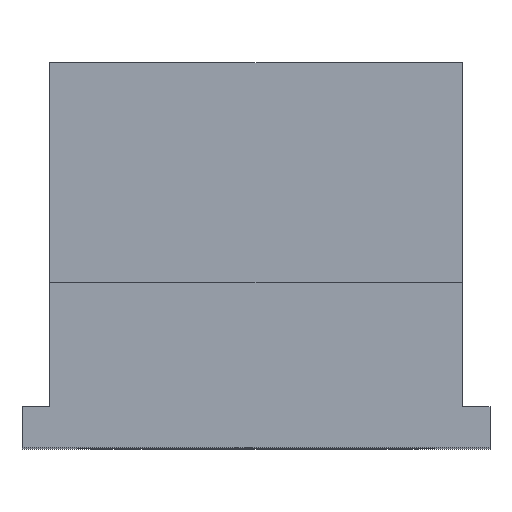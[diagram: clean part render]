
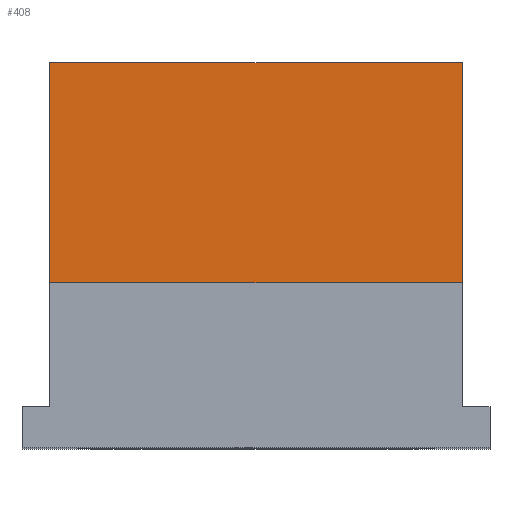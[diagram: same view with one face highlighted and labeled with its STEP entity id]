
A CAD part, top view. The second image highlights one B-rep face of the part: STEP entity #408.
In plain terms, the highlighted planar face has unit normal (0, 0, 1).
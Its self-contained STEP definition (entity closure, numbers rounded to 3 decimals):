
#23 = LINE ( 'NONE', #749, #146 ) ;
#42 = DIRECTION ( 'NONE',  ( -1., 0., 0. ) ) ;
#59 = VECTOR ( 'NONE', #332, 1000. ) ;
#61 = EDGE_CURVE ( 'NONE', #634, #326, #605, .T. ) ;
#90 = AXIS2_PLACEMENT_3D ( 'NONE', #769, #107, #42 ) ;
#107 = DIRECTION ( 'NONE',  ( 0., 0., -1. ) ) ;
#146 = VECTOR ( 'NONE', #828, 1000. ) ;
#150 = CARTESIAN_POINT ( 'NONE',  ( -7.5, 6., 6. ) ) ;
#222 = ORIENTED_EDGE ( 'NONE', *, *, #61, .T. ) ;
#229 = EDGE_CURVE ( 'NONE', #491, #634, #558, .T. ) ;
#278 = CARTESIAN_POINT ( 'NONE',  ( 7.5, 6., 6. ) ) ;
#302 = ORIENTED_EDGE ( 'NONE', *, *, #229, .T. ) ;
#326 = VERTEX_POINT ( 'NONE', #574 ) ;
#332 = DIRECTION ( 'NONE',  ( 0., -1., 0. ) ) ;
#408 = ADVANCED_FACE ( 'NONE', ( #487 ), #500, .F. ) ;
#487 = FACE_OUTER_BOUND ( 'NONE', #610, .T. ) ;
#491 = VERTEX_POINT ( 'NONE', #850 ) ;
#500 = PLANE ( 'NONE',  #90 ) ;
#518 = VECTOR ( 'NONE', #751, 1000. ) ;
#535 = DIRECTION ( 'NONE',  ( 0., -1., 0. ) ) ;
#557 = EDGE_CURVE ( 'NONE', #491, #697, #671, .T. ) ;
#558 = LINE ( 'NONE', #834, #518 ) ;
#574 = CARTESIAN_POINT ( 'NONE',  ( -7.5, 6., 6. ) ) ;
#605 = LINE ( 'NONE', #150, #851 ) ;
#610 = EDGE_LOOP ( 'NONE', ( #222, #778, #723, #302 ) ) ;
#634 = VERTEX_POINT ( 'NONE', #729 ) ;
#671 = LINE ( 'NONE', #278, #59 ) ;
#697 = VERTEX_POINT ( 'NONE', #844 ) ;
#723 = ORIENTED_EDGE ( 'NONE', *, *, #557, .F. ) ;
#729 = CARTESIAN_POINT ( 'NONE',  ( -7.5, 14., 6. ) ) ;
#749 = CARTESIAN_POINT ( 'NONE',  ( 7.5, 6., 6. ) ) ;
#751 = DIRECTION ( 'NONE',  ( -1., 0., 0. ) ) ;
#769 = CARTESIAN_POINT ( 'NONE',  ( 7.5, 6., 6. ) ) ;
#778 = ORIENTED_EDGE ( 'NONE', *, *, #827, .F. ) ;
#827 = EDGE_CURVE ( 'NONE', #697, #326, #23, .T. ) ;
#828 = DIRECTION ( 'NONE',  ( -1., 0., 0. ) ) ;
#834 = CARTESIAN_POINT ( 'NONE',  ( 7.5, 14., 6. ) ) ;
#844 = CARTESIAN_POINT ( 'NONE',  ( 7.5, 6., 6. ) ) ;
#850 = CARTESIAN_POINT ( 'NONE',  ( 7.5, 14., 6. ) ) ;
#851 = VECTOR ( 'NONE', #535, 1000. ) ;
